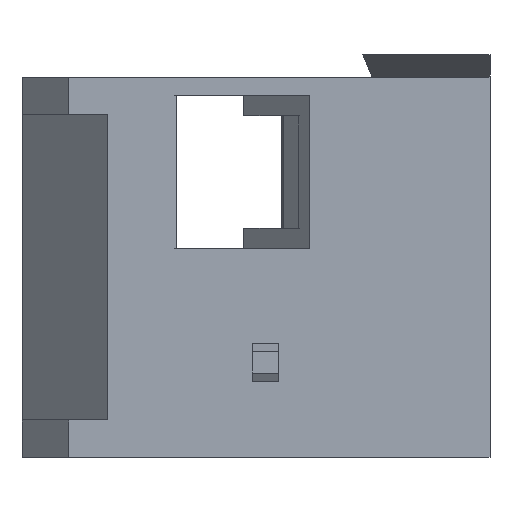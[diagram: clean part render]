
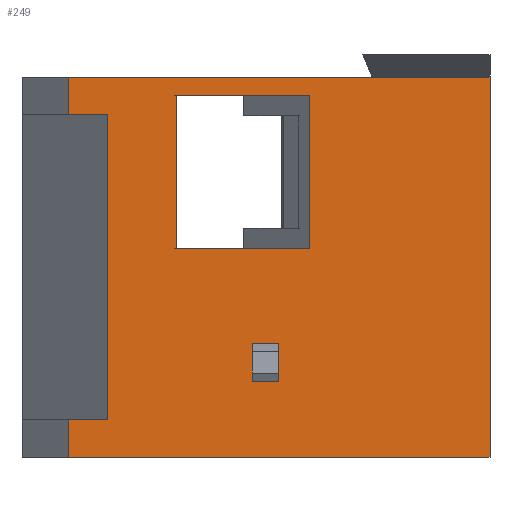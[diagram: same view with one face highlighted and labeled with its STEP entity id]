
A CAD part, front view. The second image highlights one B-rep face of the part: STEP entity #249.
In plain terms, the highlighted planar face has unit normal (0, -1, 0).
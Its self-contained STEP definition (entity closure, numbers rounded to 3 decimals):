
#249 = ADVANCED_FACE( '', ( #540, #541, #542 ), #543, .T. );
#540 = FACE_BOUND( '', #879, .T. );
#541 = FACE_BOUND( '', #880, .T. );
#542 = FACE_OUTER_BOUND( '', #881, .T. );
#543 = PLANE( '', #882 );
#879 = EDGE_LOOP( '', ( #1482, #1483, #1484, #1485 ) );
#880 = EDGE_LOOP( '', ( #1486, #1487, #1488, #1489 ) );
#881 = EDGE_LOOP( '', ( #1490, #1491, #1492, #1493, #1494, #1495, #1496, #1497 ) );
#882 = AXIS2_PLACEMENT_3D( '', #1498, #1499, #1500 );
#1482 = ORIENTED_EDGE( '', *, *, #2334, .T. );
#1483 = ORIENTED_EDGE( '', *, *, #2277, .F. );
#1484 = ORIENTED_EDGE( '', *, *, #2335, .F. );
#1485 = ORIENTED_EDGE( '', *, *, #2336, .F. );
#1486 = ORIENTED_EDGE( '', *, *, #2337, .F. );
#1487 = ORIENTED_EDGE( '', *, *, #2338, .F. );
#1488 = ORIENTED_EDGE( '', *, *, #2339, .F. );
#1489 = ORIENTED_EDGE( '', *, *, #2340, .T. );
#1490 = ORIENTED_EDGE( '', *, *, #2236, .F. );
#1491 = ORIENTED_EDGE( '', *, *, #2341, .T. );
#1492 = ORIENTED_EDGE( '', *, *, #2342, .F. );
#1493 = ORIENTED_EDGE( '', *, *, #2343, .F. );
#1494 = ORIENTED_EDGE( '', *, *, #2344, .T. );
#1495 = ORIENTED_EDGE( '', *, *, #2345, .F. );
#1496 = ORIENTED_EDGE( '', *, *, #2346, .T. );
#1497 = ORIENTED_EDGE( '', *, *, #2347, .T. );
#1498 = CARTESIAN_POINT( '', ( 6.842, 0., 6.024 ) );
#1499 = DIRECTION( '', ( 0., -1., 0. ) );
#1500 = DIRECTION( '', ( 0., 0., 1. ) );
#2236 = EDGE_CURVE( '', #2748, #2750, #2751, .T. );
#2277 = EDGE_CURVE( '', #2812, #2813, #2814, .T. );
#2334 = EDGE_CURVE( '', #2899, #2813, #2900, .T. );
#2335 = EDGE_CURVE( '', #2901, #2812, #2902, .T. );
#2336 = EDGE_CURVE( '', #2899, #2901, #2903, .T. );
#2337 = EDGE_CURVE( '', #2904, #2905, #2906, .T. );
#2338 = EDGE_CURVE( '', #2907, #2904, #2908, .T. );
#2339 = EDGE_CURVE( '', #2909, #2907, #2910, .T. );
#2340 = EDGE_CURVE( '', #2909, #2905, #2911, .T. );
#2341 = EDGE_CURVE( '', #2748, #2912, #2913, .T. );
#2342 = EDGE_CURVE( '', #2914, #2912, #2915, .T. );
#2343 = EDGE_CURVE( '', #2916, #2914, #2917, .T. );
#2344 = EDGE_CURVE( '', #2916, #2918, #2919, .T. );
#2345 = EDGE_CURVE( '', #2920, #2918, #2921, .T. );
#2346 = EDGE_CURVE( '', #2920, #2922, #2923, .T. );
#2347 = EDGE_CURVE( '', #2922, #2750, #2924, .T. );
#2748 = VERTEX_POINT( '', #3475 );
#2750 = VERTEX_POINT( '', #3478 );
#2751 = LINE( '', #3479, #3480 );
#2812 = VERTEX_POINT( '', #3571 );
#2813 = VERTEX_POINT( '', #3572 );
#2814 = LINE( '', #3573, #3574 );
#2899 = VERTEX_POINT( '', #3697 );
#2900 = LINE( '', #3698, #3699 );
#2901 = VERTEX_POINT( '', #3700 );
#2902 = LINE( '', #3701, #3702 );
#2903 = LINE( '', #3703, #3704 );
#2904 = VERTEX_POINT( '', #3705 );
#2905 = VERTEX_POINT( '', #3706 );
#2906 = LINE( '', #3707, #3708 );
#2907 = VERTEX_POINT( '', #3709 );
#2908 = LINE( '', #3710, #3711 );
#2909 = VERTEX_POINT( '', #3712 );
#2910 = LINE( '', #3713, #3714 );
#2911 = LINE( '', #3715, #3716 );
#2912 = VERTEX_POINT( '', #3717 );
#2913 = LINE( '', #3718, #3719 );
#2914 = VERTEX_POINT( '', #3720 );
#2915 = LINE( '', #3721, #3722 );
#2916 = VERTEX_POINT( '', #3723 );
#2917 = LINE( '', #3724, #3725 );
#2918 = VERTEX_POINT( '', #3726 );
#2919 = LINE( '', #3727, #3728 );
#2920 = VERTEX_POINT( '', #3729 );
#2921 = LINE( '', #3730, #3731 );
#2922 = VERTEX_POINT( '', #3732 );
#2923 = LINE( '', #3733, #3734 );
#2924 = LINE( '', #3735, #3736 );
#3475 = CARTESIAN_POINT( '', ( 1.25, 0., 10.16 ) );
#3478 = CARTESIAN_POINT( '', ( 12.5, 0., 10.16 ) );
#3479 = CARTESIAN_POINT( '', ( 0., 0., 10.16 ) );
#3480 = VECTOR( '', #4144, 1000. );
#3571 = CARTESIAN_POINT( '', ( 6.15, 0., 2.04 ) );
#3572 = CARTESIAN_POINT( '', ( 6.85, 0., 2.04 ) );
#3573 = CARTESIAN_POINT( '', ( 0., 0., 2.04 ) );
#3574 = VECTOR( '', #4178, 1000. );
#3697 = CARTESIAN_POINT( '', ( 6.85, 0., 3.04 ) );
#3698 = CARTESIAN_POINT( '', ( 6.85, 0., -0.08 ) );
#3699 = VECTOR( '', #4226, 1000. );
#3700 = CARTESIAN_POINT( '', ( 6.15, 0., 3.04 ) );
#3701 = CARTESIAN_POINT( '', ( 6.15, 0., -0.08 ) );
#3702 = VECTOR( '', #4227, 1000. );
#3703 = CARTESIAN_POINT( '', ( 0., 0., 3.04 ) );
#3704 = VECTOR( '', #4228, 1000. );
#3705 = CARTESIAN_POINT( '', ( 7.671, 0., 5.57 ) );
#3706 = CARTESIAN_POINT( '', ( 7.671, 0., 9.67 ) );
#3707 = CARTESIAN_POINT( '', ( 7.671, 0., 5.08 ) );
#3708 = VECTOR( '', #4229, 1000. );
#3709 = CARTESIAN_POINT( '', ( 4.135, 0., 5.57 ) );
#3710 = CARTESIAN_POINT( '', ( 0., 0., 5.57 ) );
#3711 = VECTOR( '', #4230, 1000. );
#3712 = CARTESIAN_POINT( '', ( 4.135, 0., 9.67 ) );
#3713 = CARTESIAN_POINT( '', ( 4.135, 0., 5.08 ) );
#3714 = VECTOR( '', #4231, 1000. );
#3715 = CARTESIAN_POINT( '', ( 0., 0., 9.67 ) );
#3716 = VECTOR( '', #4232, 1000. );
#3717 = CARTESIAN_POINT( '', ( 1.25, 0., 9.16 ) );
#3718 = CARTESIAN_POINT( '', ( 1.25, 0., 0. ) );
#3719 = VECTOR( '', #4233, 1000. );
#3720 = CARTESIAN_POINT( '', ( 2.297, 0., 9.16 ) );
#3721 = CARTESIAN_POINT( '', ( 0., 0., 9.16 ) );
#3722 = VECTOR( '', #4234, 1000. );
#3723 = CARTESIAN_POINT( '', ( 2.297, 0., 1. ) );
#3724 = CARTESIAN_POINT( '', ( 2.297, 0., 5. ) );
#3725 = VECTOR( '', #4235, 1000. );
#3726 = CARTESIAN_POINT( '', ( 1.25, 0., 1. ) );
#3727 = CARTESIAN_POINT( '', ( 0., 0., 1. ) );
#3728 = VECTOR( '', #4236, 1000. );
#3729 = CARTESIAN_POINT( '', ( 1.25, 0., 0. ) );
#3730 = CARTESIAN_POINT( '', ( 1.25, 0., 0. ) );
#3731 = VECTOR( '', #4237, 1000. );
#3732 = CARTESIAN_POINT( '', ( 12.5, 0., 0. ) );
#3733 = CARTESIAN_POINT( '', ( 0., 0., 0. ) );
#3734 = VECTOR( '', #4238, 1000. );
#3735 = CARTESIAN_POINT( '', ( 12.5, 0., 5. ) );
#3736 = VECTOR( '', #4239, 1000. );
#4144 = DIRECTION( '', ( 1., 0., 0. ) );
#4178 = DIRECTION( '', ( 1., 0., 0. ) );
#4226 = DIRECTION( '', ( 0., 0., -1. ) );
#4227 = DIRECTION( '', ( 0., 0., -1. ) );
#4228 = DIRECTION( '', ( -1., 0., 0. ) );
#4229 = DIRECTION( '', ( 0., 0., 1. ) );
#4230 = DIRECTION( '', ( 1., 0., 0. ) );
#4231 = DIRECTION( '', ( 0., 0., -1. ) );
#4232 = DIRECTION( '', ( 1., 0., 0. ) );
#4233 = DIRECTION( '', ( 0., 0., -1. ) );
#4234 = DIRECTION( '', ( -1., 0., 0. ) );
#4235 = DIRECTION( '', ( 0., 0., 1. ) );
#4236 = DIRECTION( '', ( -1., 0., 0. ) );
#4237 = DIRECTION( '', ( 0., 0., 1. ) );
#4238 = DIRECTION( '', ( 1., 0., 0. ) );
#4239 = DIRECTION( '', ( 0., 0., 1. ) );
